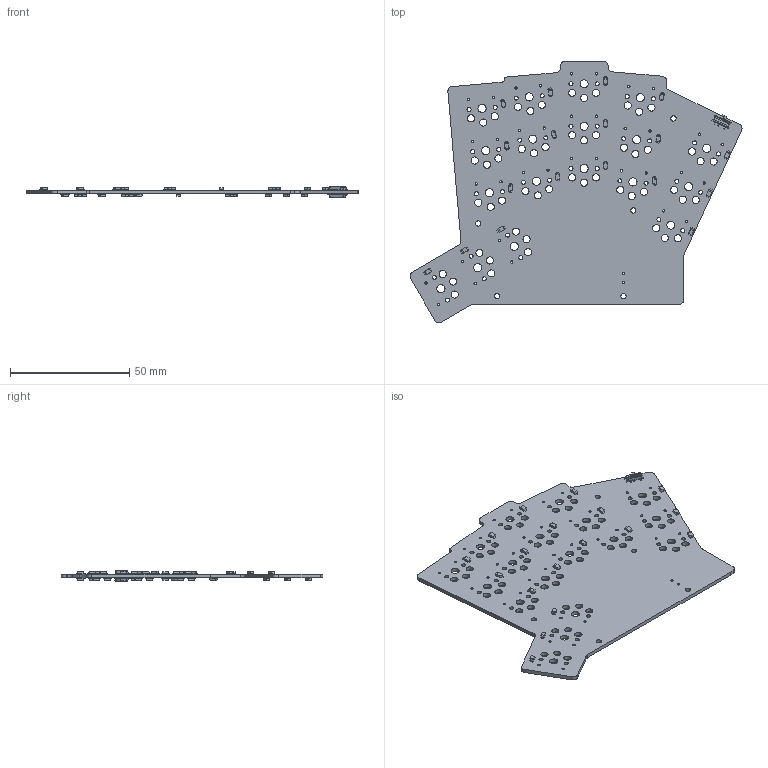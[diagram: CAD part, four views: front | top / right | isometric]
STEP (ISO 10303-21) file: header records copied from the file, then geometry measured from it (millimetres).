
FILE_DESCRIPTION(('KiCad electronic assembly'),'2;1');
FILE_NAME('pipar_sool.step','2024-10-16T23:17:00',('Pcbnew'),('Kicad'), 'Open CASCADE STEP processor 7.8','KiCad to STEP converter','Unknown' );
FILE_SCHEMA(('AUTOMOTIVE_DESIGN { 1 0 10303 214 1 1 1 1 }'));
Length unit declared in the file: millimetre
Products named in the file (6): pipar_sool 1; Nexperia_CFP3_SOD-123W; CQ assembly; SW_SPDT_PCM12; Fusion_sp; _autosave-pipar_sool_PCB
Assembly tree (41 placements, depth 3):
  pipar_sool 1
    Nexperia_CFP3_SOD-123W  x36
      CQ assembly
    SW_SPDT_PCM12  x2
      Fusion_sp
    _autosave-pipar_sool_PCB
Bounding box: 139.36 x 109.77 x 4.7 mm (x, y, z)
Volume: 15884 mm3; surface area: 22881.6 mm2
Topology: 147 solids, 147 shells, 1842 faces, 4078 edges, 2540 vertices
Faces by surface type: plane 1289, bspline 360, cylinder 189, cone 4
Full cylindrical faces by diameter (mm): 0.8 x4, 0.991 x36, 1 x2, 1.702 x36, 2.2 x5, 3 x54, 3.429 x18
Entity records: 13644 total; most frequent: DIRECTION 2150, CARTESIAN_POINT 2115, ORIENTED_EDGE 1992, EDGE_CURVE 996, AXIS2_PLACEMENT_3D 763, FACE_BOUND 682, EDGE_LOOP 682, VERTEX_POINT 644
